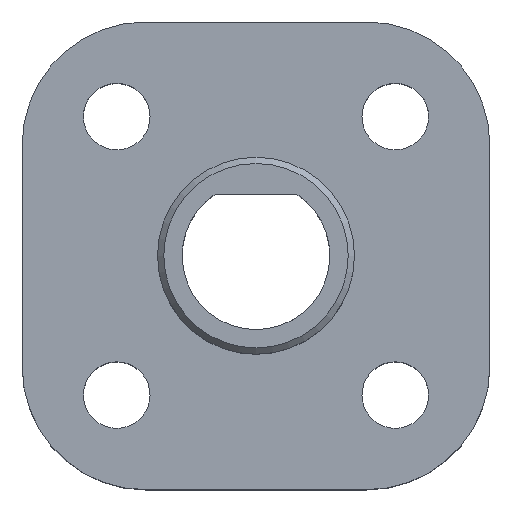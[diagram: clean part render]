
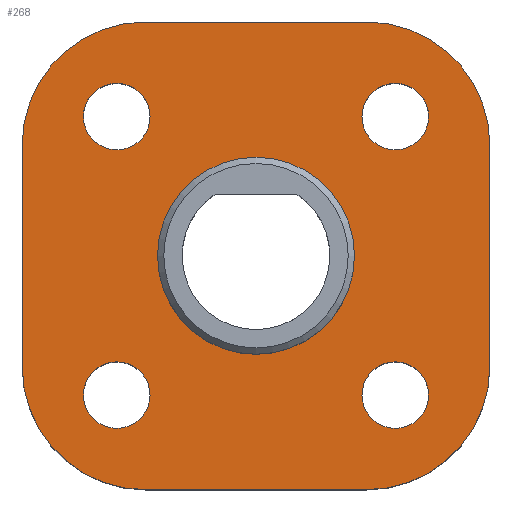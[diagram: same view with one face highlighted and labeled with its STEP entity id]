
A CAD part, top view. The second image highlights one B-rep face of the part: STEP entity #268.
In plain terms, the highlighted planar face has unit normal (0, 0, 1).
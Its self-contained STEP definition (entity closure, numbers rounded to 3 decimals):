
#11 = EDGE_LOOP ( 'NONE', ( #2534 ) ) ;
#12 = CARTESIAN_POINT ( 'NONE',  ( -5.657, 5.657, 7. ) ) ;
#20 = DIRECTION ( 'NONE',  ( 0., 0., 1. ) ) ;
#40 = ORIENTED_EDGE ( 'NONE', *, *, #939, .T. ) ;
#44 = AXIS2_PLACEMENT_3D ( 'NONE', #673, #1585, #2489 ) ;
#92 = CIRCLE ( 'NONE', #2907, 5. ) ;
#127 = EDGE_CURVE ( 'NONE', #2525, #1058, #92, .T. ) ;
#143 = AXIS2_PLACEMENT_3D ( 'NONE', #1434, #2338, #294 ) ;
#152 = CARTESIAN_POINT ( 'NONE',  ( 0., 0., 7. ) ) ;
#154 = CARTESIAN_POINT ( 'NONE',  ( 0., 0., 7. ) ) ;
#162 = CARTESIAN_POINT ( 'NONE',  ( -4.5, 9.5, 7. ) ) ;
#190 = CARTESIAN_POINT ( 'NONE',  ( 4., 0., 7. ) ) ;
#238 = AXIS2_PLACEMENT_3D ( 'NONE', #2393, #350, #1267 ) ;
#256 = VERTEX_POINT ( 'NONE', #1735 ) ;
#268 = ADVANCED_FACE ( 'NONE', ( #2637, #594, #1513, #2415, #371, #1291 ), #2189, .T. ) ;
#286 = AXIS2_PLACEMENT_3D ( 'NONE', #154, #1073, #1968 ) ;
#294 = DIRECTION ( 'NONE',  ( 1., 0., 0. ) ) ;
#323 = LINE ( 'NONE', #1242, #378 ) ;
#326 = ORIENTED_EDGE ( 'NONE', *, *, #796, .F. ) ;
#350 = DIRECTION ( 'NONE',  ( 0., 0., 1. ) ) ;
#371 = FACE_BOUND ( 'NONE', #2360, .T. ) ;
#378 = VECTOR ( 'NONE', #2136, 1000. ) ;
#414 = VERTEX_POINT ( 'NONE', #1329 ) ;
#431 = CIRCLE ( 'NONE', #2084, 5. ) ;
#441 = LINE ( 'NONE', #1359, #2862 ) ;
#489 = EDGE_CURVE ( 'NONE', #864, #864, #956, .T. ) ;
#527 = CIRCLE ( 'NONE', #2286, 1.353 ) ;
#531 = EDGE_CURVE ( 'NONE', #585, #1410, #431, .T. ) ;
#560 = DIRECTION ( 'NONE',  ( 0., 0., 1. ) ) ;
#567 = EDGE_LOOP ( 'NONE', ( #2048 ) ) ;
#577 = EDGE_CURVE ( 'NONE', #414, #414, #1054, .T. ) ;
#582 = ORIENTED_EDGE ( 'NONE', *, *, #531, .T. ) ;
#585 = VERTEX_POINT ( 'NONE', #2888 ) ;
#587 = DIRECTION ( 'NONE',  ( 1., 0., 0. ) ) ;
#594 = FACE_BOUND ( 'NONE', #2885, .T. ) ;
#632 = ORIENTED_EDGE ( 'NONE', *, *, #749, .T. ) ;
#673 = CARTESIAN_POINT ( 'NONE',  ( 4.5, -4.5, 7. ) ) ;
#749 = EDGE_CURVE ( 'NONE', #1058, #585, #441, .T. ) ;
#796 = EDGE_CURVE ( 'NONE', #2228, #2228, #1579, .T. ) ;
#811 = LINE ( 'NONE', #1725, #2379 ) ;
#864 = VERTEX_POINT ( 'NONE', #1774 ) ;
#878 = CARTESIAN_POINT ( 'NONE',  ( -4.304, 5.657, 7. ) ) ;
#928 = DIRECTION ( 'NONE',  ( 0., 0., 1. ) ) ;
#937 = DIRECTION ( 'NONE',  ( 1., 0., 0. ) ) ;
#939 = EDGE_CURVE ( 'NONE', #1410, #1337, #1130, .T. ) ;
#949 = EDGE_LOOP ( 'NONE', ( #326 ) ) ;
#956 = CIRCLE ( 'NONE', #238, 1.353 ) ;
#1037 = ORIENTED_EDGE ( 'NONE', *, *, #489, .F. ) ;
#1054 = CIRCLE ( 'NONE', #2713, 1.353 ) ;
#1058 = VERTEX_POINT ( 'NONE', #2049 ) ;
#1067 = EDGE_CURVE ( 'NONE', #2922, #2922, #527, .T. ) ;
#1069 = DIRECTION ( 'NONE',  ( 0., 0., 1. ) ) ;
#1073 = DIRECTION ( 'NONE',  ( 0., 0., 1. ) ) ;
#1077 = DIRECTION ( 'NONE',  ( 0., 0., 1. ) ) ;
#1099 = ORIENTED_EDGE ( 'NONE', *, *, #1182, .T. ) ;
#1130 = LINE ( 'NONE', #2023, #2432 ) ;
#1182 = EDGE_CURVE ( 'NONE', #1337, #1867, #1485, .T. ) ;
#1199 = AXIS2_PLACEMENT_3D ( 'NONE', #2601, #560, #1479 ) ;
#1242 = CARTESIAN_POINT ( 'NONE',  ( -9.5, 9.5, 7. ) ) ;
#1267 = DIRECTION ( 'NONE',  ( 1., 0., 0. ) ) ;
#1291 = FACE_OUTER_BOUND ( 'NONE', #2022, .T. ) ;
#1329 = CARTESIAN_POINT ( 'NONE',  ( 7.009, -5.657, 7. ) ) ;
#1337 = VERTEX_POINT ( 'NONE', #1584 ) ;
#1348 = VERTEX_POINT ( 'NONE', #2246 ) ;
#1350 = AXIS2_PLACEMENT_3D ( 'NONE', #152, #1069, #1966 ) ;
#1359 = CARTESIAN_POINT ( 'NONE',  ( -9.5, 9.5, 7. ) ) ;
#1410 = VERTEX_POINT ( 'NONE', #2030 ) ;
#1434 = CARTESIAN_POINT ( 'NONE',  ( 4.5, 4.5, 7. ) ) ;
#1465 = EDGE_CURVE ( 'NONE', #2446, #256, #2188, .T. ) ;
#1479 = DIRECTION ( 'NONE',  ( 1., 0., 0. ) ) ;
#1485 = CIRCLE ( 'NONE', #44, 5. ) ;
#1506 = CARTESIAN_POINT ( 'NONE',  ( 5.657, -5.657, 7. ) ) ;
#1513 = FACE_BOUND ( 'NONE', #567, .T. ) ;
#1579 = CIRCLE ( 'NONE', #286, 4. ) ;
#1584 = CARTESIAN_POINT ( 'NONE',  ( 4.5, -9.5, 7. ) ) ;
#1585 = DIRECTION ( 'NONE',  ( 0., 0., 1. ) ) ;
#1725 = CARTESIAN_POINT ( 'NONE',  ( 9.5, 9.5, 7. ) ) ;
#1728 = CARTESIAN_POINT ( 'NONE',  ( -4.5, -4.5, 7. ) ) ;
#1735 = CARTESIAN_POINT ( 'NONE',  ( 4.5, 9.5, 7. ) ) ;
#1774 = CARTESIAN_POINT ( 'NONE',  ( 7.009, 5.657, 7. ) ) ;
#1837 = DIRECTION ( 'NONE',  ( 1., 0., 0. ) ) ;
#1867 = VERTEX_POINT ( 'NONE', #2836 ) ;
#1966 = DIRECTION ( 'NONE',  ( 1., 0., 0. ) ) ;
#1968 = DIRECTION ( 'NONE',  ( 1., 0., 0. ) ) ;
#1972 = DIRECTION ( 'NONE',  ( 1., 0., 0. ) ) ;
#1980 = EDGE_CURVE ( 'NONE', #1867, #2446, #811, .T. ) ;
#2022 = EDGE_LOOP ( 'NONE', ( #2582, #2195, #2561, #2099, #632, #582, #40, #1099 ) ) ;
#2023 = CARTESIAN_POINT ( 'NONE',  ( -9.5, -9.5, 7. ) ) ;
#2030 = CARTESIAN_POINT ( 'NONE',  ( -4.5, -9.5, 7. ) ) ;
#2048 = ORIENTED_EDGE ( 'NONE', *, *, #577, .F. ) ;
#2049 = CARTESIAN_POINT ( 'NONE',  ( -9.5, 4.5, 7. ) ) ;
#2057 = CARTESIAN_POINT ( 'NONE',  ( -4.5, 4.5, 7. ) ) ;
#2084 = AXIS2_PLACEMENT_3D ( 'NONE', #1728, #2629, #587 ) ;
#2099 = ORIENTED_EDGE ( 'NONE', *, *, #127, .T. ) ;
#2136 = DIRECTION ( 'NONE',  ( -1., 0., 0. ) ) ;
#2188 = CIRCLE ( 'NONE', #143, 5. ) ;
#2189 = PLANE ( 'NONE',  #1350 ) ;
#2195 = ORIENTED_EDGE ( 'NONE', *, *, #1465, .T. ) ;
#2203 = EDGE_CURVE ( 'NONE', #256, #2525, #323, .T. ) ;
#2228 = VERTEX_POINT ( 'NONE', #190 ) ;
#2241 = EDGE_CURVE ( 'NONE', #1348, #1348, #2856, .T. ) ;
#2246 = CARTESIAN_POINT ( 'NONE',  ( -4.304, -5.657, 7. ) ) ;
#2256 = DIRECTION ( 'NONE',  ( 0., -1., 0. ) ) ;
#2286 = AXIS2_PLACEMENT_3D ( 'NONE', #12, #928, #1837 ) ;
#2338 = DIRECTION ( 'NONE',  ( 0., 0., 1. ) ) ;
#2360 = EDGE_LOOP ( 'NONE', ( #2554 ) ) ;
#2379 = VECTOR ( 'NONE', #2626, 1000. ) ;
#2393 = CARTESIAN_POINT ( 'NONE',  ( 5.657, 5.657, 7. ) ) ;
#2415 = FACE_BOUND ( 'NONE', #11, .T. ) ;
#2432 = VECTOR ( 'NONE', #2941, 1000. ) ;
#2446 = VERTEX_POINT ( 'NONE', #2880 ) ;
#2489 = DIRECTION ( 'NONE',  ( 1., 0., 0. ) ) ;
#2525 = VERTEX_POINT ( 'NONE', #162 ) ;
#2534 = ORIENTED_EDGE ( 'NONE', *, *, #2241, .F. ) ;
#2554 = ORIENTED_EDGE ( 'NONE', *, *, #1067, .F. ) ;
#2561 = ORIENTED_EDGE ( 'NONE', *, *, #2203, .T. ) ;
#2582 = ORIENTED_EDGE ( 'NONE', *, *, #1980, .T. ) ;
#2601 = CARTESIAN_POINT ( 'NONE',  ( -5.657, -5.657, 7. ) ) ;
#2626 = DIRECTION ( 'NONE',  ( 0., 1., 0. ) ) ;
#2629 = DIRECTION ( 'NONE',  ( 0., 0., 1. ) ) ;
#2637 = FACE_BOUND ( 'NONE', #949, .T. ) ;
#2713 = AXIS2_PLACEMENT_3D ( 'NONE', #1506, #1077, #1972 ) ;
#2836 = CARTESIAN_POINT ( 'NONE',  ( 9.5, -4.5, 7. ) ) ;
#2856 = CIRCLE ( 'NONE', #1199, 1.353 ) ;
#2862 = VECTOR ( 'NONE', #2256, 1000. ) ;
#2880 = CARTESIAN_POINT ( 'NONE',  ( 9.5, 4.5, 7. ) ) ;
#2885 = EDGE_LOOP ( 'NONE', ( #1037 ) ) ;
#2888 = CARTESIAN_POINT ( 'NONE',  ( -9.5, -4.5, 7. ) ) ;
#2907 = AXIS2_PLACEMENT_3D ( 'NONE', #2057, #20, #937 ) ;
#2922 = VERTEX_POINT ( 'NONE', #878 ) ;
#2941 = DIRECTION ( 'NONE',  ( 1., 0., 0. ) ) ;
